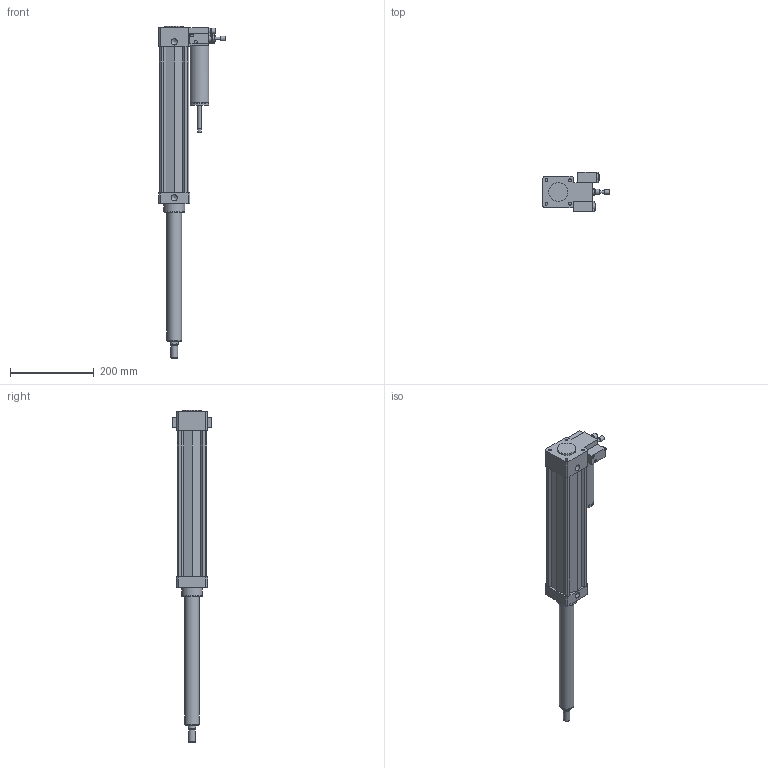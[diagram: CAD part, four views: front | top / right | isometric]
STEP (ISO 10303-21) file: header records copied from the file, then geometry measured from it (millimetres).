
FILE_DESCRIPTION((''),'2;1');
FILE_NAME('14630300A.D.D.stp','2008-04-23T17:54:37',('airolcr1'),(''),'Autodesk Inventor 2008','Autodesk Inventor 2008','');
FILE_SCHEMA(('AUTOMOTIVE_DESIGN { 1 0 10303 214 1 1 1 1 }'));
Length unit declared in the file: millimetre
Products named in the file (6): 14630300A.D.D; STELO Ø63 C 300; REGOLATORE SR; VAL SK NA OUT SR; VAL ST NA OUT SR
Assembly tree (5 placements, depth 2):
  14630300A.D.D
    14630300A.D.D
    STELO Ø63 C 300
    REGOLATORE SR
    VAL SK NA OUT SR
    VAL ST NA OUT SR
Bounding box: 160 x 95.61 x 794 mm (x, y, z)
Volume: 2655368.7 mm3; surface area: 233770.3 mm2
Topology: 5 solids, 5 shells, 212 faces, 453 edges, 292 vertices
Faces by surface type: plane 117, cylinder 57, bspline 28, cone 9, torus 1
Full cylindrical faces by diameter (mm): 2 x1, 4 x8, 6 x1, 7 x8, 8 x2, 11 x1, 12 x1, 13 x1, 14 x1, 14.5 x1, 16 x1, 17 x2, 20 x1, 34.7 x1, 35 x2, 41 x1, 45 x3, 50 x1
Entity records: 5825 total; most frequent: CARTESIAN_POINT 1195, DIRECTION 930, ORIENTED_EDGE 762, EDGE_CURVE 381, AXIS2_PLACEMENT_3D 354, EDGE_LOOP 316, VERTEX_POINT 283, VECTOR 222
